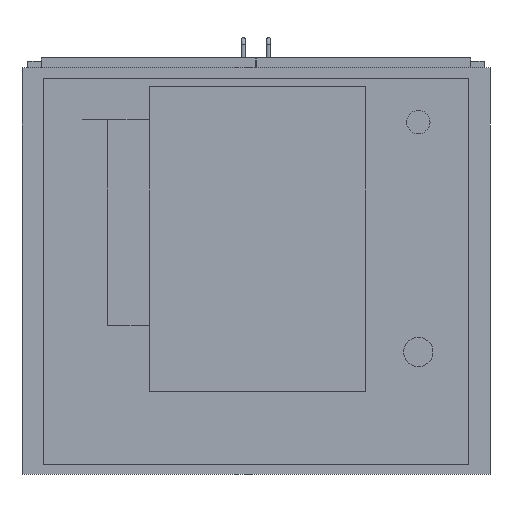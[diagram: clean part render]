
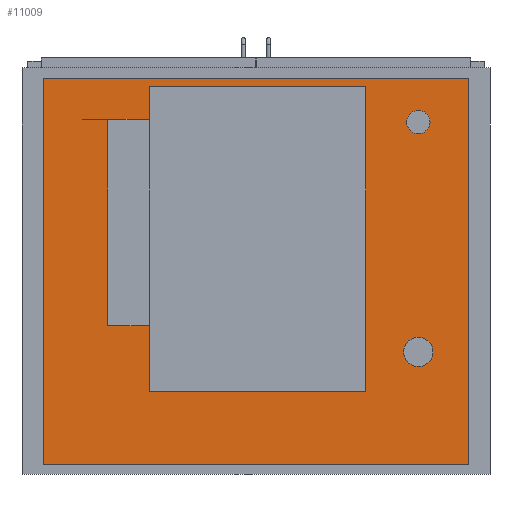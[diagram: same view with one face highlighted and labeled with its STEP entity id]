
A CAD part, front view. The second image highlights one B-rep face of the part: STEP entity #11009.
In plain terms, the highlighted planar face has unit normal (0, -1, 0).
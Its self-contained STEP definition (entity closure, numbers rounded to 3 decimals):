
#161=FACE_BOUND('',#1225,.T.);
#162=FACE_BOUND('',#1226,.T.);
#181=CIRCLE('',#11749,20.);
#183=CIRCLE('',#11753,25.);
#547=FACE_OUTER_BOUND('',#1224,.T.);
#1224=EDGE_LOOP('',(#7375,#7376,#7377,#7378));
#1225=EDGE_LOOP('',(#7379));
#1226=EDGE_LOOP('',(#7380));
#1944=LINE('',#15950,#3300);
#1946=LINE('',#15954,#3302);
#1948=LINE('',#15958,#3304);
#1950=LINE('',#15961,#3306);
#3300=VECTOR('',#12761,10.);
#3302=VECTOR('',#12765,10.);
#3304=VECTOR('',#12769,10.);
#3306=VECTOR('',#12773,10.);
#4618=VERTEX_POINT('',#15876);
#4620=VERTEX_POINT('',#15883);
#4641=VERTEX_POINT('',#15947);
#4642=VERTEX_POINT('',#15949);
#4643=VERTEX_POINT('',#15953);
#4644=VERTEX_POINT('',#15957);
#5683=EDGE_CURVE('',#4618,#4618,#181,.T.);
#5686=EDGE_CURVE('',#4620,#4620,#183,.T.);
#5716=EDGE_CURVE('',#4642,#4641,#1944,.T.);
#5718=EDGE_CURVE('',#4643,#4642,#1946,.T.);
#5720=EDGE_CURVE('',#4644,#4643,#1948,.T.);
#5722=EDGE_CURVE('',#4641,#4644,#1950,.T.);
#7375=ORIENTED_EDGE('',*,*,#5722,.T.);
#7376=ORIENTED_EDGE('',*,*,#5720,.T.);
#7377=ORIENTED_EDGE('',*,*,#5718,.T.);
#7378=ORIENTED_EDGE('',*,*,#5716,.T.);
#7379=ORIENTED_EDGE('',*,*,#5683,.T.);
#7380=ORIENTED_EDGE('',*,*,#5686,.T.);
#10458=PLANE('',#11770);
#11009=ADVANCED_FACE('',(#547,#161,#162),#10458,.T.);
#11749=AXIS2_PLACEMENT_3D('',#15878,#12695,#12696);
#11753=AXIS2_PLACEMENT_3D('',#15885,#12704,#12705);
#11770=AXIS2_PLACEMENT_3D('',#15962,#12774,#12775);
#12695=DIRECTION('center_axis',(0.,1.,0.));
#12696=DIRECTION('ref_axis',(1.,0.,0.));
#12704=DIRECTION('center_axis',(0.,1.,0.));
#12705=DIRECTION('ref_axis',(1.,0.,0.));
#12761=DIRECTION('',(0.,0.,1.));
#12765=DIRECTION('',(1.,0.,0.));
#12769=DIRECTION('',(0.,0.,-1.));
#12773=DIRECTION('',(-1.,0.,0.));
#12774=DIRECTION('center_axis',(0.,-1.,0.));
#12775=DIRECTION('ref_axis',(0.,0.,-1.));
#15876=CARTESIAN_POINT('',(257.5,-370.,255.));
#15878=CARTESIAN_POINT('Origin',(277.5,-370.,255.));
#15883=CARTESIAN_POINT('',(252.5,-370.,-138.));
#15885=CARTESIAN_POINT('Origin',(277.5,-370.,-138.));
#15947=CARTESIAN_POINT('',(362.5,-370.,330.));
#15949=CARTESIAN_POINT('',(362.5,-370.,-330.));
#15950=CARTESIAN_POINT('',(362.5,-370.,330.));
#15953=CARTESIAN_POINT('',(-362.5,-370.,-330.));
#15954=CARTESIAN_POINT('',(362.5,-370.,-330.));
#15957=CARTESIAN_POINT('',(-362.5,-370.,330.));
#15958=CARTESIAN_POINT('',(-362.5,-370.,-330.));
#15961=CARTESIAN_POINT('',(-362.5,-370.,330.));
#15962=CARTESIAN_POINT('Origin',(0.,-370.,0.));
